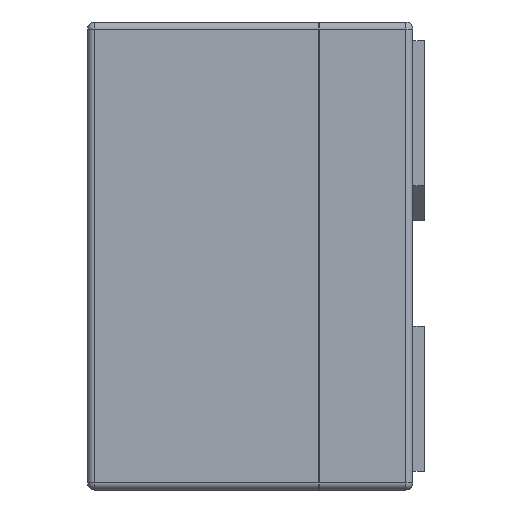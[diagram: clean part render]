
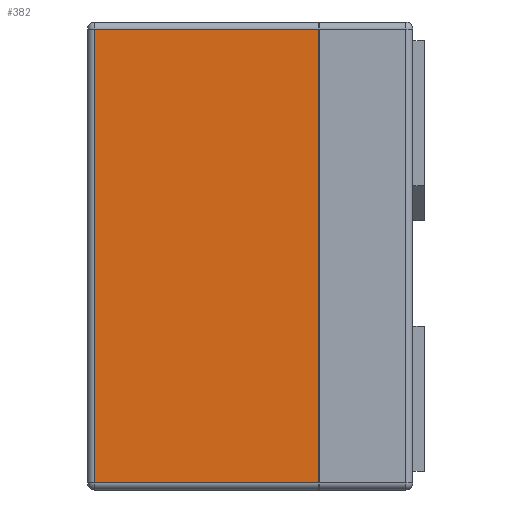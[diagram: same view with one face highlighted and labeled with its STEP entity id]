
A CAD part, left-side view. The second image highlights one B-rep face of the part: STEP entity #382.
In plain terms, the highlighted planar face has unit normal (-1, 0, 0).
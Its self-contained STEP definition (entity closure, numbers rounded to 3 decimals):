
#151 = CARTESIAN_POINT ( 'NONE',  ( -0.75, 0.705, 0.485 ) ) ;
#331 = EDGE_CURVE ( 'NONE', #1043, #740, #342, .T. ) ;
#342 = LINE ( 'NONE', #366, #1430 ) ;
#366 = CARTESIAN_POINT ( 'NONE',  ( -0.75, 0.72, -0.485 ) ) ;
#382 = ADVANCED_FACE ( 'NONE', ( #2880 ), #1298, .F. ) ;
#400 = AXIS2_PLACEMENT_3D ( 'NONE', #2699, #2240, #857 ) ;
#473 = LINE ( 'NONE', #1620, #1563 ) ;
#602 = ORIENTED_EDGE ( 'NONE', *, *, #331, .T. ) ;
#616 = DIRECTION ( 'NONE',  ( 0., -1., 0. ) ) ;
#656 = CARTESIAN_POINT ( 'NONE',  ( -0.75, 0.705, -0.485 ) ) ;
#740 = VERTEX_POINT ( 'NONE', #2777 ) ;
#857 = DIRECTION ( 'NONE',  ( 0., 0., -1. ) ) ;
#913 = CARTESIAN_POINT ( 'NONE',  ( -0.75, 0.226, 0.485 ) ) ;
#915 = DIRECTION ( 'NONE',  ( 0., 1., 0. ) ) ;
#1043 = VERTEX_POINT ( 'NONE', #656 ) ;
#1101 = DIRECTION ( 'NONE',  ( 0., 0., -1. ) ) ;
#1219 = ORIENTED_EDGE ( 'NONE', *, *, #1290, .T. ) ;
#1290 = EDGE_CURVE ( 'NONE', #740, #2087, #1844, .T. ) ;
#1292 = VERTEX_POINT ( 'NONE', #151 ) ;
#1298 = PLANE ( 'NONE',  #400 ) ;
#1430 = VECTOR ( 'NONE', #616, 1000. ) ;
#1517 = VECTOR ( 'NONE', #2152, 1000. ) ;
#1563 = VECTOR ( 'NONE', #915, 1000. ) ;
#1566 = EDGE_CURVE ( 'NONE', #2087, #1292, #473, .T. ) ;
#1620 = CARTESIAN_POINT ( 'NONE',  ( -0.75, 0.72, 0.485 ) ) ;
#1836 = ORIENTED_EDGE ( 'NONE', *, *, #1566, .T. ) ;
#1844 = LINE ( 'NONE', #1931, #1517 ) ;
#1931 = CARTESIAN_POINT ( 'NONE',  ( -0.75, 0.226, 0.5 ) ) ;
#1934 = VECTOR ( 'NONE', #1101, 1000. ) ;
#2087 = VERTEX_POINT ( 'NONE', #913 ) ;
#2152 = DIRECTION ( 'NONE',  ( 0., 0., 1. ) ) ;
#2161 = EDGE_LOOP ( 'NONE', ( #2170, #602, #1219, #1836 ) ) ;
#2170 = ORIENTED_EDGE ( 'NONE', *, *, #2920, .T. ) ;
#2240 = DIRECTION ( 'NONE',  ( 1., 0., 0. ) ) ;
#2550 = LINE ( 'NONE', #2716, #1934 ) ;
#2699 = CARTESIAN_POINT ( 'NONE',  ( -0.75, 0.72, 0.5 ) ) ;
#2716 = CARTESIAN_POINT ( 'NONE',  ( -0.75, 0.705, -0.5 ) ) ;
#2777 = CARTESIAN_POINT ( 'NONE',  ( -0.75, 0.226, -0.485 ) ) ;
#2880 = FACE_OUTER_BOUND ( 'NONE', #2161, .T. ) ;
#2920 = EDGE_CURVE ( 'NONE', #1292, #1043, #2550, .T. ) ;
